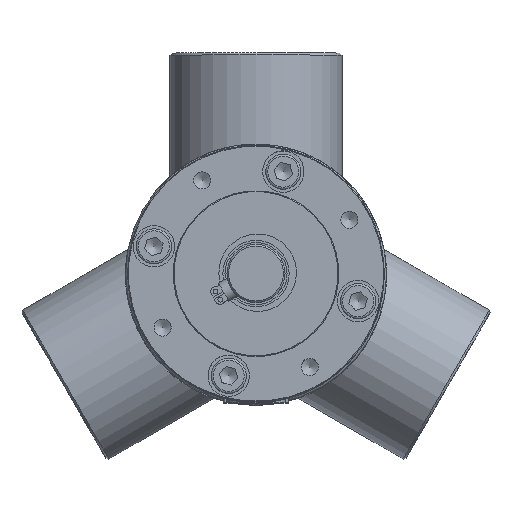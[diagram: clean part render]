
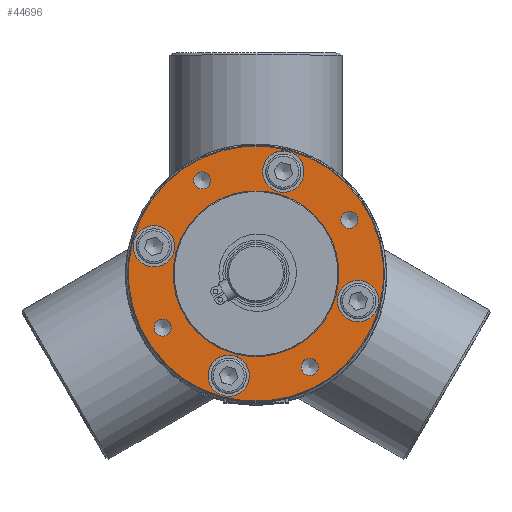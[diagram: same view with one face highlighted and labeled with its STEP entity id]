
A CAD part, top view. The second image highlights one B-rep face of the part: STEP entity #44696.
In plain terms, the highlighted planar face has unit normal (0, 0, 1).
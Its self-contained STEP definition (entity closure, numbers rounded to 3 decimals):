
#1330=FACE_BOUND('',#9310,.T.);
#1331=FACE_BOUND('',#9311,.T.);
#1332=FACE_BOUND('',#9312,.T.);
#1333=FACE_BOUND('',#9313,.T.);
#1334=FACE_BOUND('',#9314,.T.);
#1335=FACE_BOUND('',#9315,.T.);
#1336=FACE_BOUND('',#9316,.T.);
#1337=FACE_BOUND('',#9317,.T.);
#1338=FACE_BOUND('',#9318,.T.);
#2517=PLANE('',#48271);
#6482=FACE_OUTER_BOUND('',#9309,.T.);
#9309=EDGE_LOOP('',(#38890));
#9310=EDGE_LOOP('',(#38891));
#9311=EDGE_LOOP('',(#38892));
#9312=EDGE_LOOP('',(#38893));
#9313=EDGE_LOOP('',(#38894));
#9314=EDGE_LOOP('',(#38895));
#9315=EDGE_LOOP('',(#38896));
#9316=EDGE_LOOP('',(#38897));
#9317=EDGE_LOOP('',(#38898));
#9318=EDGE_LOOP('',(#38899));
#11119=CIRCLE('',#48227,2.067);
#11121=CIRCLE('',#48231,2.067);
#11123=CIRCLE('',#48235,2.067);
#11126=CIRCLE('',#48240,5.);
#11129=CIRCLE('',#48246,5.);
#11132=CIRCLE('',#48252,5.);
#11135=CIRCLE('',#48258,5.);
#11138=CIRCLE('',#48264,20.);
#11139=CIRCLE('',#48267,30.8);
#11142=CIRCLE('',#48272,2.067);
#20626=VERTEX_POINT('',#95006);
#20629=VERTEX_POINT('',#95015);
#20632=VERTEX_POINT('',#95024);
#20635=VERTEX_POINT('',#95033);
#20638=VERTEX_POINT('',#95044);
#20641=VERTEX_POINT('',#95055);
#20644=VERTEX_POINT('',#95066);
#20647=VERTEX_POINT('',#95078);
#20648=VERTEX_POINT('',#95083);
#20651=VERTEX_POINT('',#95093);
#26722=EDGE_CURVE('',#20626,#20626,#11119,.T.);
#26726=EDGE_CURVE('',#20629,#20629,#11121,.T.);
#26730=EDGE_CURVE('',#20632,#20632,#11123,.T.);
#26734=EDGE_CURVE('',#20635,#20635,#11126,.T.);
#26739=EDGE_CURVE('',#20638,#20638,#11129,.T.);
#26744=EDGE_CURVE('',#20641,#20641,#11132,.T.);
#26749=EDGE_CURVE('',#20644,#20644,#11135,.T.);
#26756=EDGE_CURVE('',#20647,#20647,#11138,.T.);
#26757=EDGE_CURVE('',#20648,#20648,#11139,.T.);
#26762=EDGE_CURVE('',#20651,#20651,#11142,.T.);
#38890=ORIENTED_EDGE('',*,*,#26757,.F.);
#38891=ORIENTED_EDGE('',*,*,#26722,.T.);
#38892=ORIENTED_EDGE('',*,*,#26726,.T.);
#38893=ORIENTED_EDGE('',*,*,#26730,.T.);
#38894=ORIENTED_EDGE('',*,*,#26734,.T.);
#38895=ORIENTED_EDGE('',*,*,#26739,.T.);
#38896=ORIENTED_EDGE('',*,*,#26744,.T.);
#38897=ORIENTED_EDGE('',*,*,#26749,.T.);
#38898=ORIENTED_EDGE('',*,*,#26756,.T.);
#38899=ORIENTED_EDGE('',*,*,#26762,.T.);
#44696=ADVANCED_FACE('',(#6482,#1330,#1331,#1332,#1333,#1334,#1335,#1336,
#1337,#1338),#2517,.T.);
#48227=AXIS2_PLACEMENT_3D('',#95007,#57746,#57747);
#48231=AXIS2_PLACEMENT_3D('',#95016,#57756,#57757);
#48235=AXIS2_PLACEMENT_3D('',#95025,#57766,#57767);
#48240=AXIS2_PLACEMENT_3D('',#95034,#57777,#57778);
#48246=AXIS2_PLACEMENT_3D('',#95045,#57791,#57792);
#48252=AXIS2_PLACEMENT_3D('',#95056,#57805,#57806);
#48258=AXIS2_PLACEMENT_3D('',#95067,#57819,#57820);
#48264=AXIS2_PLACEMENT_3D('',#95080,#57835,#57836);
#48267=AXIS2_PLACEMENT_3D('',#95084,#57841,#57842);
#48271=AXIS2_PLACEMENT_3D('',#95092,#57851,#57852);
#48272=AXIS2_PLACEMENT_3D('',#95094,#57853,#57854);
#57746=DIRECTION('center_axis',(0.,0.,
-1.));
#57747=DIRECTION('ref_axis',(0.259,0.966,0.));
#57756=DIRECTION('center_axis',(0.,0.,
-1.));
#57757=DIRECTION('ref_axis',(-0.966,0.259,0.));
#57766=DIRECTION('center_axis',(0.,0.,
-1.));
#57767=DIRECTION('ref_axis',(-0.259,-0.966,0.));
#57777=DIRECTION('center_axis',(0.,0.,
-1.));
#57778=DIRECTION('ref_axis',(0.966,-0.259,0.));
#57791=DIRECTION('center_axis',(0.,0.,
-1.));
#57792=DIRECTION('ref_axis',(0.966,-0.259,0.));
#57805=DIRECTION('center_axis',(0.,0.,
-1.));
#57806=DIRECTION('ref_axis',(0.966,-0.259,0.));
#57819=DIRECTION('center_axis',(0.,0.,
-1.));
#57820=DIRECTION('ref_axis',(0.966,-0.259,0.));
#57835=DIRECTION('center_axis',(0.,0.,
-1.));
#57836=DIRECTION('ref_axis',(-0.966,0.259,0.));
#57841=DIRECTION('center_axis',(0.,0.,
-1.));
#57842=DIRECTION('ref_axis',(0.966,-0.259,0.));
#57851=DIRECTION('center_axis',(0.,0.,
1.));
#57852=DIRECTION('ref_axis',(0.966,-0.259,0.));
#57853=DIRECTION('center_axis',(0.,0.,
-1.));
#57854=DIRECTION('ref_axis',(0.966,-0.259,0.));
#95006=CARTESIAN_POINT('',(-23.052,-14.997,74.3));
#95007=CARTESIAN_POINT('Origin',(-22.517,-13.,74.3));
#95015=CARTESIAN_POINT('',(14.997,-23.052,74.3));
#95016=CARTESIAN_POINT('Origin',(13.,-22.517,74.3));
#95024=CARTESIAN_POINT('',(23.052,14.997,74.3));
#95025=CARTESIAN_POINT('Origin',(22.517,13.,74.3));
#95033=CARTESIAN_POINT('',(19.801,-5.306,74.3));
#95034=CARTESIAN_POINT('Origin',(24.631,-6.6,74.3));
#95044=CARTESIAN_POINT('',(1.77,25.925,74.3));
#95045=CARTESIAN_POINT('Origin',(6.6,24.631,74.3));
#95055=CARTESIAN_POINT('',(-29.461,7.894,74.3));
#95056=CARTESIAN_POINT('Origin',(-24.631,6.6,74.3));
#95066=CARTESIAN_POINT('',(-11.43,-23.337,74.3));
#95067=CARTESIAN_POINT('Origin',(-6.6,-24.631,74.3));
#95078=CARTESIAN_POINT('',(19.319,-5.176,74.3));
#95080=CARTESIAN_POINT('Origin',(0.,0.,
74.3));
#95083=CARTESIAN_POINT('',(-29.751,7.972,74.3));
#95084=CARTESIAN_POINT('Origin',(0.,0.,
74.3));
#95092=CARTESIAN_POINT('Origin',(0.,0.,
74.3));
#95093=CARTESIAN_POINT('',(-14.997,23.052,74.3));
#95094=CARTESIAN_POINT('Origin',(-13.,22.517,74.3));
